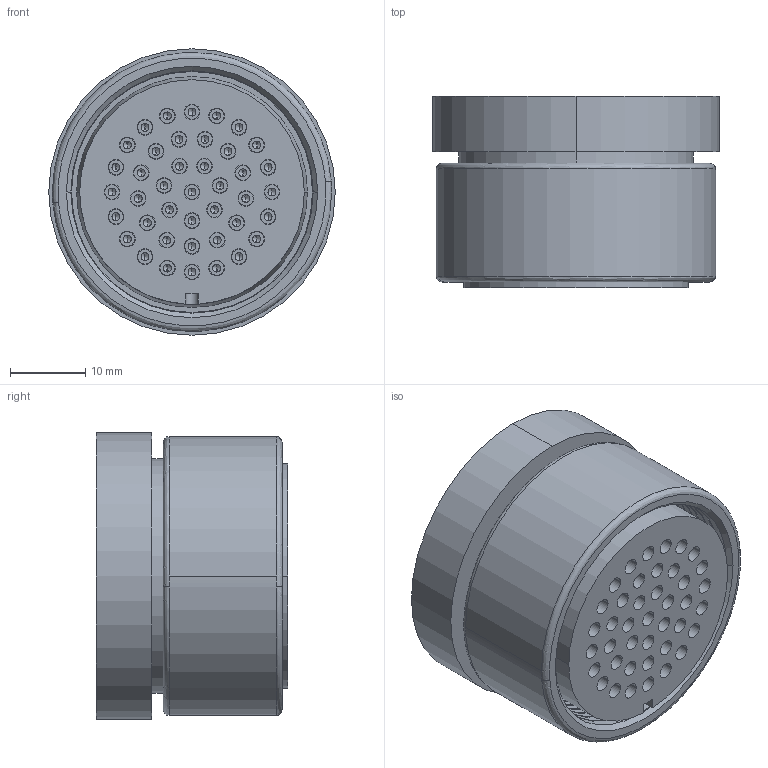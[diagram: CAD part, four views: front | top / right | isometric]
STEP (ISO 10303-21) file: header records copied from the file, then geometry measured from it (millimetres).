
FILE_DESCRIPTION (( 'STEP AP203' ), '1' );
FILE_NAME ('A8276-6-CN.STEP', '2014-04-07T16:51:51', ( '' ), ( '' ), 'SwSTEP 2.0', 'SolidWorks 2014', '' );
FILE_SCHEMA (( 'CONFIG_CONTROL_DESIGN' ));
Length unit declared in the file: inch
Products named in the file (1): A8276-6-CN
Bounding box: 38 x 25.4 x 38 mm (x, y, z)
Volume: 21236.3 mm3; surface area: 21704.7 mm2
Topology: 1 solids, 1 shells, 1869 faces, 4697 edges, 2992 vertices
Faces by surface type: cylinder 818, plane 644, bspline 207, cone 200
Entity records: 66270 total; most frequent: CARTESIAN_POINT 22531, ORIENTED_EDGE 9066, DIRECTION 8749, EDGE_CURVE 4533, AXIS2_PLACEMENT_3D 3267, VERTEX_POINT 2992, EDGE_LOOP 2285, VECTOR 2215
